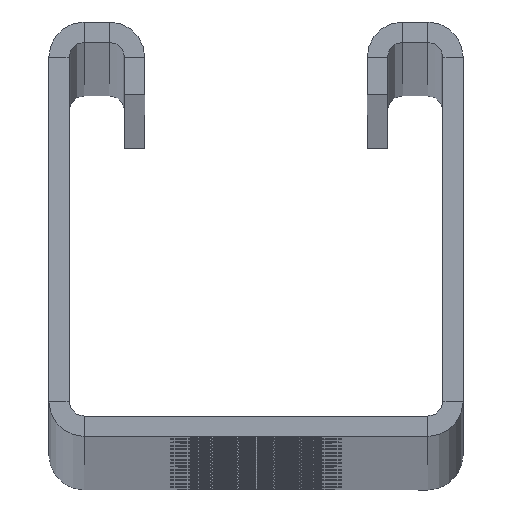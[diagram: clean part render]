
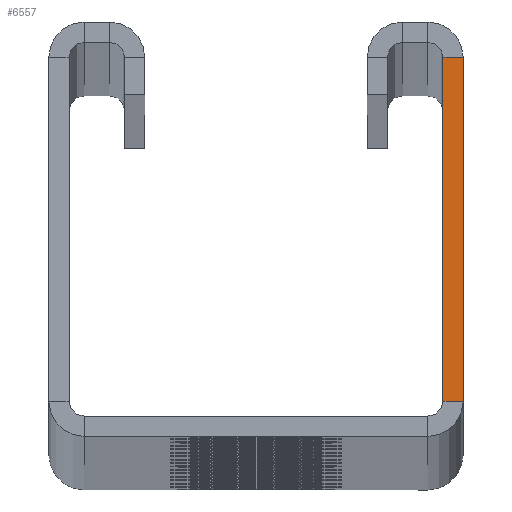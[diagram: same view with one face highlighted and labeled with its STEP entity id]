
A CAD part, top view. The second image highlights one B-rep face of the part: STEP entity #6557.
In plain terms, the highlighted planar face has unit normal (0, 0, 1).
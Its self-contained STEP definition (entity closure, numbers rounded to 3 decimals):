
#6276=CARTESIAN_POINT('',(20.5,17.,3040.0));
#6277=VERTEX_POINT('',#6276);
#6326=CARTESIAN_POINT('',(18.5,17.,3040.0));
#6327=VERTEX_POINT('',#6326);
#6335=CARTESIAN_POINT('',(18.5,17.,3040.0));
#6336=DIRECTION('',(1.0,0.0,0.0));
#6337=VECTOR('',#6336,2.);
#6338=LINE('',#6335,#6337);
#6339=EDGE_CURVE('',#6327,#6277,#6338,.T.);
#6383=CARTESIAN_POINT('',(18.5,-17.,3040.0));
#6384=VERTEX_POINT('',#6383);
#6391=CARTESIAN_POINT('',(18.5,17.,3040.0));
#6392=DIRECTION('',(0.0,-1.0,0.0));
#6393=VECTOR('',#6392,34.0);
#6394=LINE('',#6391,#6393);
#6395=EDGE_CURVE('',#6327,#6384,#6394,.T.);
#6464=CARTESIAN_POINT('',(20.5,-17.,3040.0));
#6465=VERTEX_POINT('',#6464);
#6516=CARTESIAN_POINT('',(18.5,-17.,3040.0));
#6517=DIRECTION('',(1.0,0.0,0.0));
#6518=VECTOR('',#6517,2.0);
#6519=LINE('',#6516,#6518);
#6520=EDGE_CURVE('',#6384,#6465,#6519,.T.);
#6541=CARTESIAN_POINT('',(20.5,-102.454,3040.0));
#6542=DIRECTION('',(0.0,0.0,1.0));
#6543=DIRECTION('',(1.0,0.0,0.0));
#6544=AXIS2_PLACEMENT_3D('',#6541,#6542,#6543);
#6545=PLANE('',#6544);
#6546=ORIENTED_EDGE('',*,*,#6339,.F.);
#6547=ORIENTED_EDGE('',*,*,#6395,.T.);
#6548=ORIENTED_EDGE('',*,*,#6520,.T.);
#6549=CARTESIAN_POINT('',(20.5,-17.,3040.0));
#6550=DIRECTION('',(0.0,1.0,0.0));
#6551=VECTOR('',#6550,34.0);
#6552=LINE('',#6549,#6551);
#6553=EDGE_CURVE('',#6465,#6277,#6552,.T.);
#6554=ORIENTED_EDGE('',*,*,#6553,.T.);
#6555=EDGE_LOOP('',(#6546,#6547,#6548,#6554));
#6556=FACE_OUTER_BOUND('',#6555,.T.);
#6557=ADVANCED_FACE('',(#6556),#6545,.T.);
